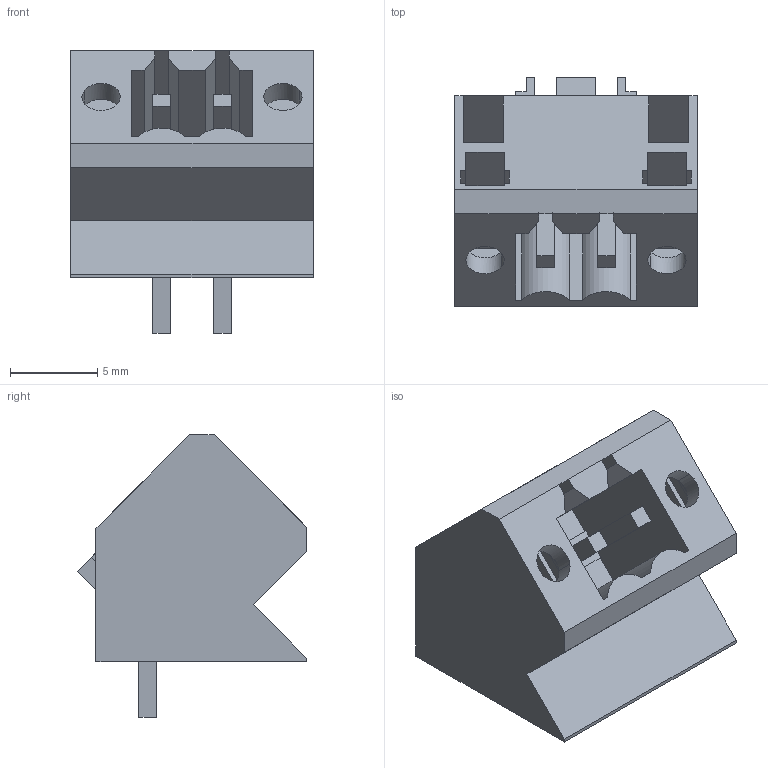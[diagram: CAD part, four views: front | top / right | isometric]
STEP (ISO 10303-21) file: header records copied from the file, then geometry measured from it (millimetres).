
FILE_DESCRIPTION(('CATIA V5 STEP Exchange','CAx-IF Rec.Pracs.--- Model Styling and Organization---1.2---2011-12-15'),'2;1');
FILE_NAME ('D1446360_0_1003510000_1003510000.stp','2018-03-23T12:35:47+00:00',('none'),('Weidmueller'),'CATIA Version 5-6 Release 2014','CATIA V5 STEP AP214','none');
FILE_SCHEMA(('AUTOMOTIVE_DESIGN { 1 0 10303 214 1 1 1 1 }'));
Length unit declared in the file: millimetre
Products named in the file (1): 1003510000
Bounding box: 13.95 x 13.15 x 16.23 mm (x, y, z)
Volume: 941.2 mm3; surface area: 1882.3 mm2
Topology: 3 solids, 3 shells, 178 faces, 499 edges, 324 vertices
Faces by surface type: plane 172, cylinder 6
Entity records: 5437 total; most frequent: ORIENTED_EDGE 998, CARTESIAN_POINT 993, DIRECTION 757, EDGE_CURVE 499, VECTOR 483, LINE 483, VERTEX_POINT 324, EDGE_LOOP 195
